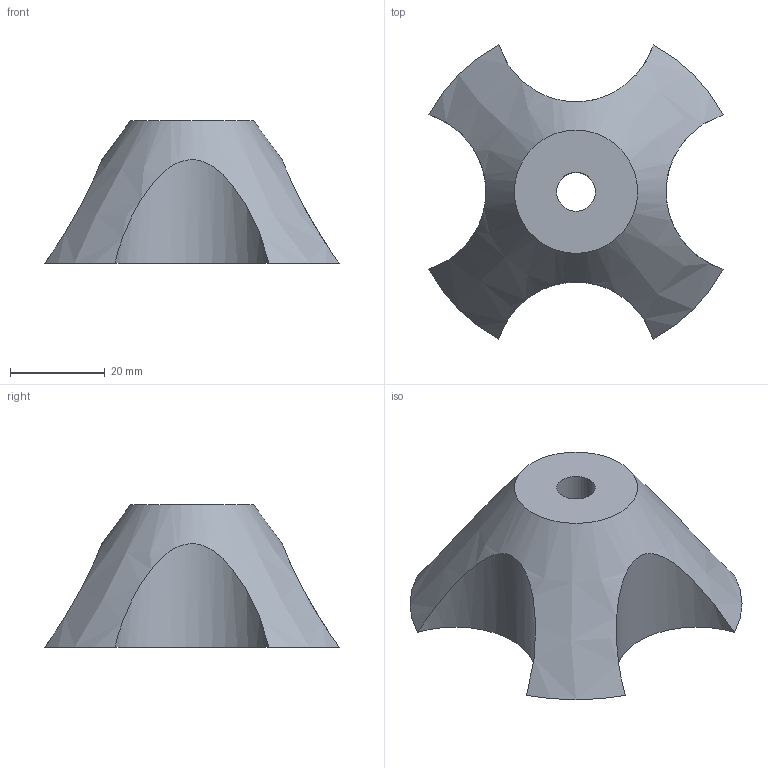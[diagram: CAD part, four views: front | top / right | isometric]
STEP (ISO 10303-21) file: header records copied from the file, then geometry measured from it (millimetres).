
FILE_DESCRIPTION(('FreeCAD Model'),'2;1');
FILE_NAME('spool-holder-x2.step','2020-02-08T12:50:10',( 'Author'),(''),'Open CASCADE STEP processor 7.3','FreeCAD','Unknown' );
FILE_SCHEMA(('AUTOMOTIVE_DESIGN { 1 0 10303 214 1 1 1 1 }'));
Length unit declared in the file: millimetre
Products named in the file (1): spoolholder-2
Bounding box: 62 x 62 x 30 mm (x, y, z)
Volume: 40994.4 mm3; surface area: 9228.4 mm2
Topology: 1 solids, 1 shells, 10 faces, 21 edges, 14 vertices
Faces by surface type: cylinder 6, plane 3, cone 1
Full cylindrical faces by diameter (mm): 8.2 x1, 22.4 x1
Entity records: 2113 total; most frequent: CARTESIAN_POINT 1594, DIRECTION 83, ORIENTED_EDGE 42, PCURVE 42, DEFINITIONAL_REPRESENTATION 42, CIRCLE 26, AXIS2_PLACEMENT_3D 24, LINE 22
